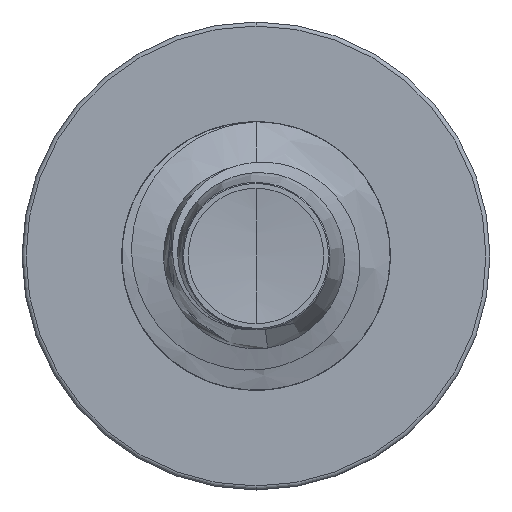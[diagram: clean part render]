
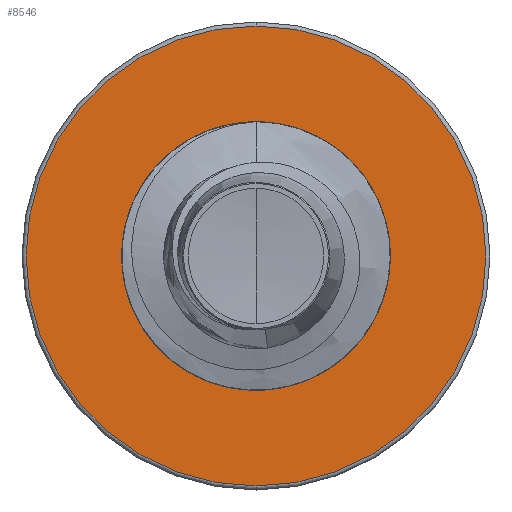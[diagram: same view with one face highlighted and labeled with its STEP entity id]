
A CAD part, front view. The second image highlights one B-rep face of the part: STEP entity #8546.
In plain terms, the highlighted planar face has unit normal (0, -1, 0).
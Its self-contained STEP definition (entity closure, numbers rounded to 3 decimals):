
#616 = EDGE_LOOP ( 'NONE', ( #22189, #27145 ) ) ;
#2173 = EDGE_CURVE ( 'NONE', #11515, #26554, #7368, .T. ) ;
#2682 = VERTEX_POINT ( 'NONE', #5498 ) ;
#3358 = EDGE_CURVE ( 'NONE', #2682, #4179, #18021, .T. ) ;
#4130 = CIRCLE ( 'NONE', #18292, 1.722 ) ;
#4179 = VERTEX_POINT ( 'NONE', #23337 ) ;
#5498 = CARTESIAN_POINT ( 'NONE',  ( 0., 20., -2.997 ) ) ;
#5962 = AXIS2_PLACEMENT_3D ( 'NONE', #9582, #9556, #9550 ) ;
#6019 = AXIS2_PLACEMENT_3D ( 'NONE', #16540, #16390, #16359 ) ;
#6039 = DIRECTION ( 'NONE',  ( 0., 0., 1. ) ) ;
#6152 = DIRECTION ( 'NONE',  ( 0., 1., 0. ) ) ;
#6195 = CARTESIAN_POINT ( 'NONE',  ( 0., 20., 0. ) ) ;
#7056 = CARTESIAN_POINT ( 'NONE',  ( 0., 20., 1.722 ) ) ;
#7368 = CIRCLE ( 'NONE', #5962, 1.722 ) ;
#8546 = ADVANCED_FACE ( 'NONE', ( #13111, #18629 ), #13196, .F. ) ;
#8746 = CARTESIAN_POINT ( 'NONE',  ( 0., 20., 0. ) ) ;
#9550 = DIRECTION ( 'NONE',  ( 0., 0., 1. ) ) ;
#9556 = DIRECTION ( 'NONE',  ( 0., 1., 0. ) ) ;
#9582 = CARTESIAN_POINT ( 'NONE',  ( 0., 20., 0. ) ) ;
#11032 = DIRECTION ( 'NONE',  ( 0., 0., 1. ) ) ;
#11515 = VERTEX_POINT ( 'NONE', #26710 ) ;
#11915 = ORIENTED_EDGE ( 'NONE', *, *, #12145, .T. ) ;
#12145 = EDGE_CURVE ( 'NONE', #26554, #11515, #4130, .T. ) ;
#13111 = FACE_OUTER_BOUND ( 'NONE', #616, .T. ) ;
#13196 = PLANE ( 'NONE',  #6019 ) ;
#14096 = AXIS2_PLACEMENT_3D ( 'NONE', #6195, #6152, #6039 ) ;
#14359 = DIRECTION ( 'NONE',  ( 0., 1., 0. ) ) ;
#14369 = EDGE_CURVE ( 'NONE', #4179, #2682, #19089, .T. ) ;
#16359 = DIRECTION ( 'NONE',  ( 0., 0., 1. ) ) ;
#16390 = DIRECTION ( 'NONE',  ( 0., 1., 0. ) ) ;
#16540 = CARTESIAN_POINT ( 'NONE',  ( 0., 20., -1.722 ) ) ;
#18021 = CIRCLE ( 'NONE', #14096, 2.998 ) ;
#18292 = AXIS2_PLACEMENT_3D ( 'NONE', #8746, #23305, #11032 ) ;
#18629 = FACE_BOUND ( 'NONE', #22651, .T. ) ;
#19089 = CIRCLE ( 'NONE', #25559, 2.998 ) ;
#22189 = ORIENTED_EDGE ( 'NONE', *, *, #14369, .F. ) ;
#22651 = EDGE_LOOP ( 'NONE', ( #11915, #22778 ) ) ;
#22778 = ORIENTED_EDGE ( 'NONE', *, *, #2173, .T. ) ;
#23305 = DIRECTION ( 'NONE',  ( 0., 1., 0. ) ) ;
#23337 = CARTESIAN_POINT ( 'NONE',  ( 0., 20., 2.998 ) ) ;
#25559 = AXIS2_PLACEMENT_3D ( 'NONE', #26108, #14359, #27916 ) ;
#26108 = CARTESIAN_POINT ( 'NONE',  ( 0., 20., 0. ) ) ;
#26554 = VERTEX_POINT ( 'NONE', #7056 ) ;
#26710 = CARTESIAN_POINT ( 'NONE',  ( 0., 20., -1.722 ) ) ;
#27145 = ORIENTED_EDGE ( 'NONE', *, *, #3358, .F. ) ;
#27916 = DIRECTION ( 'NONE',  ( 0., 0., 1. ) ) ;
